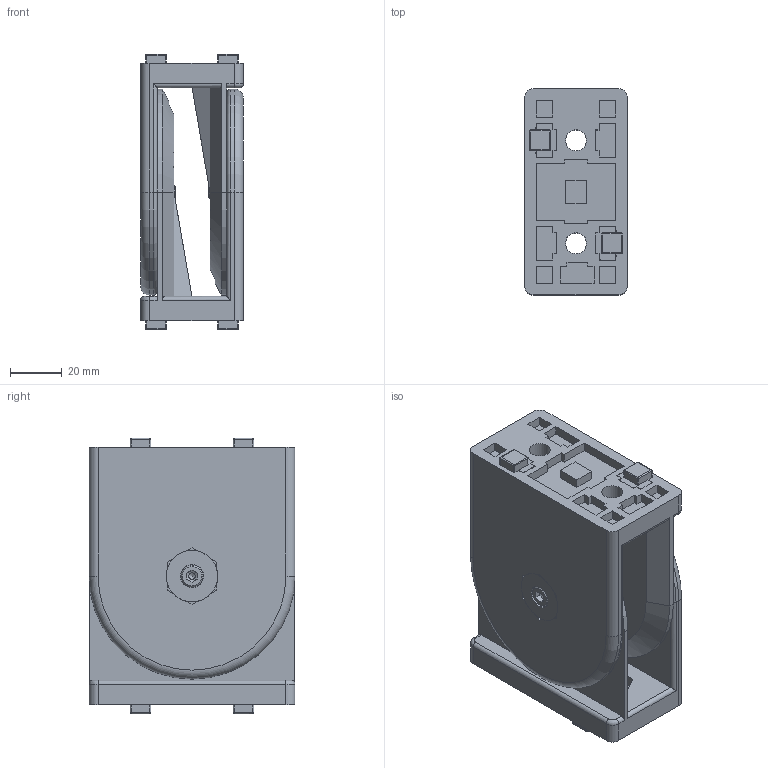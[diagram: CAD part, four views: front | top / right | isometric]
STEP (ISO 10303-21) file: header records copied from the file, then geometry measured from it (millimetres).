
FILE_DESCRIPTION((''),'2;1');
FILE_NAME('SZ1022N_A.stp','2013-08-28T13:42:59',('janine behrens'),(''),'Autodesk Inventor 2012','Autodesk Inventor 2012','');
FILE_SCHEMA(('AUTOMOTIVE_DESIGN { 1 0 10303 214 1 1 1 1 }'));
Length unit declared in the file: millimetre
Products named in the file (7): SZ1022N_A; ME2240520_A; ME1701120_A; ME1701121_A; DK6797150000_A; DK6912050100_A; ME1900100_A
Assembly tree (14 placements, depth 2):
  SZ1022N_A
    ME2240520_A  x2
    ME1701120_A  x2
    ME1701121_A  x2
    DK6797150000_A  x2
    DK6912050100_A  x2
    ME1900100_A  x4
Bounding box: 40 x 80 x 106.9 mm (x, y, z)
Volume: 184515.4 mm3; surface area: 77860.5 mm2
Topology: 14 solids, 14 shells, 856 faces, 2272 edges, 1484 vertices
Faces by surface type: plane 486, cylinder 284, torus 56, sphere 16, cone 14
Full cylindrical faces by diameter (mm): 2.5 x2, 4.134 x2, 5 x2, 5.5 x2, 8.2 x4, 8.5 x2, 9 x2, 11 x4, 14 x6, 15 x2, 20 x2, 25 x2
Entity records: 11305 total; most frequent: DIRECTION 1979, CARTESIAN_POINT 1939, ORIENTED_EDGE 1846, EDGE_CURVE 923, AXIS2_PLACEMENT_3D 681, VERTEX_POINT 617, VECTOR 617, LINE 617
